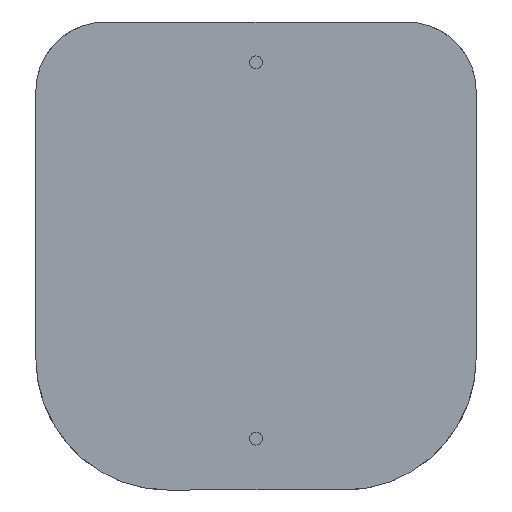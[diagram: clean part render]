
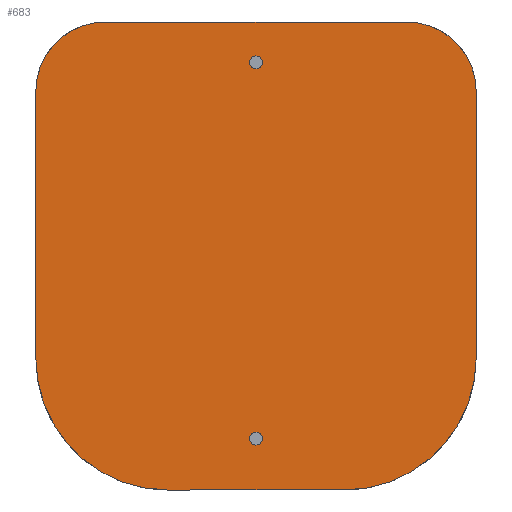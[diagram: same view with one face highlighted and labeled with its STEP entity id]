
A CAD part, front view. The second image highlights one B-rep face of the part: STEP entity #683.
In plain terms, the highlighted planar face has unit normal (0, -1, 0).
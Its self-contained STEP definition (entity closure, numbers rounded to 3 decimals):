
#627 = VERTEX_POINT ( 'NONE', #3126 ) ;
#628 = VERTEX_POINT ( 'NONE', #3125 ) ;
#666 = ORIENTED_EDGE ( 'NONE', *, *, #667, .F. ) ;
#667 = EDGE_CURVE ( 'NONE', #693, #691, #3201, .T. ) ;
#668 = ORIENTED_EDGE ( 'NONE', *, *, #669, .F. ) ;
#669 = EDGE_CURVE ( 'NONE', #670, #693, #3197, .T. ) ;
#670 = VERTEX_POINT ( 'NONE', #3192 ) ;
#671 = ORIENTED_EDGE ( 'NONE', *, *, #672, .F. ) ;
#672 = EDGE_CURVE ( 'NONE', #673, #670, #3191, .T. ) ;
#673 = VERTEX_POINT ( 'NONE', #3187 ) ;
#674 = ORIENTED_EDGE ( 'NONE', *, *, #675, .F. ) ;
#675 = EDGE_CURVE ( 'NONE', #676, #673, #3250, .T. ) ;
#676 = VERTEX_POINT ( 'NONE', #3245 ) ;
#677 = ORIENTED_EDGE ( 'NONE', *, *, #678, .F. ) ;
#678 = EDGE_CURVE ( 'NONE', #734, #676, #3244, .T. ) ;
#680 = EDGE_CURVE ( 'NONE', #627, #628, #3240, .T. ) ;
#683 = ADVANCED_FACE ( 'NONE', ( #3231, #3230, #3229 ), #3228, .T. ) ;
#684 = EDGE_LOOP ( 'NONE', ( #685, #687 ) ) ;
#685 = ORIENTED_EDGE ( 'NONE', *, *, #686, .F. ) ;
#686 = EDGE_CURVE ( 'NONE', #628, #627, #3223, .T. ) ;
#687 = ORIENTED_EDGE ( 'NONE', *, *, #680, .F. ) ;
#688 = EDGE_LOOP ( 'NONE', ( #689, #666, #668, #671, #674, #677, #735, #738 ) ) ;
#689 = ORIENTED_EDGE ( 'NONE', *, *, #690, .F. ) ;
#690 = EDGE_CURVE ( 'NONE', #691, #692, #3282, .T. ) ;
#691 = VERTEX_POINT ( 'NONE', #3277 ) ;
#692 = VERTEX_POINT ( 'NONE', #3276 ) ;
#693 = VERTEX_POINT ( 'NONE', #3275 ) ;
#694 = VERTEX_POINT ( 'NONE', #3274 ) ;
#696 = EDGE_CURVE ( 'NONE', #694, #697, #3273, .T. ) ;
#697 = VERTEX_POINT ( 'NONE', #3268 ) ;
#734 = VERTEX_POINT ( 'NONE', #3324 ) ;
#735 = ORIENTED_EDGE ( 'NONE', *, *, #736, .F. ) ;
#736 = EDGE_CURVE ( 'NONE', #737, #734, #3323, .T. ) ;
#737 = VERTEX_POINT ( 'NONE', #3318 ) ;
#738 = ORIENTED_EDGE ( 'NONE', *, *, #739, .F. ) ;
#739 = EDGE_CURVE ( 'NONE', #692, #737, #3317, .T. ) ;
#740 = EDGE_LOOP ( 'NONE', ( #741, #743 ) ) ;
#741 = ORIENTED_EDGE ( 'NONE', *, *, #742, .F. ) ;
#742 = EDGE_CURVE ( 'NONE', #697, #694, #3377, .T. ) ;
#743 = ORIENTED_EDGE ( 'NONE', *, *, #696, .F. ) ;
#3125 = CARTESIAN_POINT ( 'NONE',  ( 12., 0., -18.55 ) ) ;
#3126 = CARTESIAN_POINT ( 'NONE',  ( 12., 0., -19.25 ) ) ;
#3187 = CARTESIAN_POINT ( 'NONE',  ( 16.8, 0., -21.7 ) ) ;
#3188 = DIRECTION ( 'NONE',  ( -1., 0., 0. ) ) ;
#3189 = VECTOR ( 'NONE', #3188, 1000. ) ;
#3190 = CARTESIAN_POINT ( 'NONE',  ( 7.2, 0., -21.7 ) ) ;
#3191 = LINE ( 'NONE', #3190, #3189 ) ;
#3192 = CARTESIAN_POINT ( 'NONE',  ( 7.2, 0., -21.7 ) ) ;
#3193 = DIRECTION ( 'NONE',  ( 0., 0., -1. ) ) ;
#3194 = DIRECTION ( 'NONE',  ( 0., 1., 0. ) ) ;
#3195 = CARTESIAN_POINT ( 'NONE',  ( 7.2, 0., -14.5 ) ) ;
#3196 = AXIS2_PLACEMENT_3D ( 'NONE', #3195, #3194, #3193 ) ;
#3197 = CIRCLE ( 'NONE', #3196, 7.2 ) ;
#3198 = DIRECTION ( 'NONE',  ( 0., 0., 1. ) ) ;
#3199 = VECTOR ( 'NONE', #3198, 1000. ) ;
#3200 = CARTESIAN_POINT ( 'NONE',  ( 0., 0., 0. ) ) ;
#3201 = LINE ( 'NONE', #3200, #3199 ) ;
#3219 = DIRECTION ( 'NONE',  ( 0., 0., -1. ) ) ;
#3220 = DIRECTION ( 'NONE',  ( 0., -1., 0. ) ) ;
#3221 = CARTESIAN_POINT ( 'NONE',  ( 12., 0., -18.9 ) ) ;
#3222 = AXIS2_PLACEMENT_3D ( 'NONE', #3221, #3220, #3219 ) ;
#3223 = CIRCLE ( 'NONE', #3222, 0.35 ) ;
#3224 = DIRECTION ( 'NONE',  ( 0., 0., -1. ) ) ;
#3225 = DIRECTION ( 'NONE',  ( 0., -1., 0. ) ) ;
#3226 = CARTESIAN_POINT ( 'NONE',  ( 3.8, 0., 0. ) ) ;
#3227 = AXIS2_PLACEMENT_3D ( 'NONE', #3226, #3225, #3224 ) ;
#3228 = PLANE ( 'NONE',  #3227 ) ;
#3229 = FACE_BOUND ( 'NONE', #740, .T. ) ;
#3230 = FACE_OUTER_BOUND ( 'NONE', #688, .T. ) ;
#3231 = FACE_BOUND ( 'NONE', #684, .T. ) ;
#3236 = DIRECTION ( 'NONE',  ( 0., 0., -1. ) ) ;
#3237 = DIRECTION ( 'NONE',  ( 0., -1., 0. ) ) ;
#3238 = CARTESIAN_POINT ( 'NONE',  ( 12., 0., -18.9 ) ) ;
#3239 = AXIS2_PLACEMENT_3D ( 'NONE', #3238, #3237, #3236 ) ;
#3240 = CIRCLE ( 'NONE', #3239, 0.35 ) ;
#3241 = DIRECTION ( 'NONE',  ( 0., 0., -1. ) ) ;
#3242 = VECTOR ( 'NONE', #3241, 1000. ) ;
#3243 = CARTESIAN_POINT ( 'NONE',  ( 24., 0., -14.5 ) ) ;
#3244 = LINE ( 'NONE', #3243, #3242 ) ;
#3245 = CARTESIAN_POINT ( 'NONE',  ( 24., 0., -14.5 ) ) ;
#3246 = DIRECTION ( 'NONE',  ( 0., 0., -1. ) ) ;
#3247 = DIRECTION ( 'NONE',  ( 0., 1., 0. ) ) ;
#3248 = CARTESIAN_POINT ( 'NONE',  ( 16.8, 0., -14.5 ) ) ;
#3249 = AXIS2_PLACEMENT_3D ( 'NONE', #3248, #3247, #3246 ) ;
#3250 = CIRCLE ( 'NONE', #3249, 7.2 ) ;
#3268 = CARTESIAN_POINT ( 'NONE',  ( 12., 0., 1.95 ) ) ;
#3269 = DIRECTION ( 'NONE',  ( 0., 0., -1. ) ) ;
#3270 = DIRECTION ( 'NONE',  ( 0., -1., 0. ) ) ;
#3271 = CARTESIAN_POINT ( 'NONE',  ( 12., 0., 1.6 ) ) ;
#3272 = AXIS2_PLACEMENT_3D ( 'NONE', #3271, #3270, #3269 ) ;
#3273 = CIRCLE ( 'NONE', #3272, 0.35 ) ;
#3274 = CARTESIAN_POINT ( 'NONE',  ( 12., 0., 1.25 ) ) ;
#3275 = CARTESIAN_POINT ( 'NONE',  ( 0., 0., -14.5 ) ) ;
#3276 = CARTESIAN_POINT ( 'NONE',  ( 3.8, 0., 3.8 ) ) ;
#3277 = CARTESIAN_POINT ( 'NONE',  ( 0., 0., 0. ) ) ;
#3278 = DIRECTION ( 'NONE',  ( 0., 0., -1. ) ) ;
#3279 = DIRECTION ( 'NONE',  ( 0., 1., 0. ) ) ;
#3280 = CARTESIAN_POINT ( 'NONE',  ( 3.8, 0., 0. ) ) ;
#3281 = AXIS2_PLACEMENT_3D ( 'NONE', #3280, #3279, #3278 ) ;
#3282 = CIRCLE ( 'NONE', #3281, 3.8 ) ;
#3314 = DIRECTION ( 'NONE',  ( 1., 0., 0. ) ) ;
#3315 = VECTOR ( 'NONE', #3314, 1000. ) ;
#3316 = CARTESIAN_POINT ( 'NONE',  ( 20.2, 0., 3.8 ) ) ;
#3317 = LINE ( 'NONE', #3316, #3315 ) ;
#3318 = CARTESIAN_POINT ( 'NONE',  ( 20.2, 0., 3.8 ) ) ;
#3319 = DIRECTION ( 'NONE',  ( 0., 0., -1. ) ) ;
#3320 = DIRECTION ( 'NONE',  ( 0., 1., 0. ) ) ;
#3321 = CARTESIAN_POINT ( 'NONE',  ( 20.2, 0., 0. ) ) ;
#3322 = AXIS2_PLACEMENT_3D ( 'NONE', #3321, #3320, #3319 ) ;
#3323 = CIRCLE ( 'NONE', #3322, 3.8 ) ;
#3324 = CARTESIAN_POINT ( 'NONE',  ( 24., 0., 0. ) ) ;
#3373 = DIRECTION ( 'NONE',  ( 0., 0., -1. ) ) ;
#3374 = DIRECTION ( 'NONE',  ( 0., -1., 0. ) ) ;
#3375 = CARTESIAN_POINT ( 'NONE',  ( 12., 0., 1.6 ) ) ;
#3376 = AXIS2_PLACEMENT_3D ( 'NONE', #3375, #3374, #3373 ) ;
#3377 = CIRCLE ( 'NONE', #3376, 0.35 ) ;
